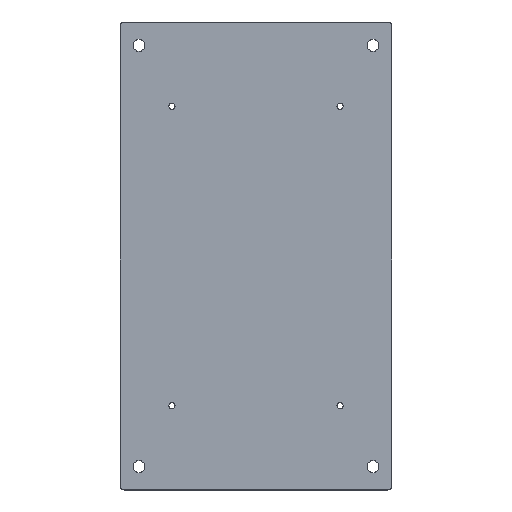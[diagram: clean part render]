
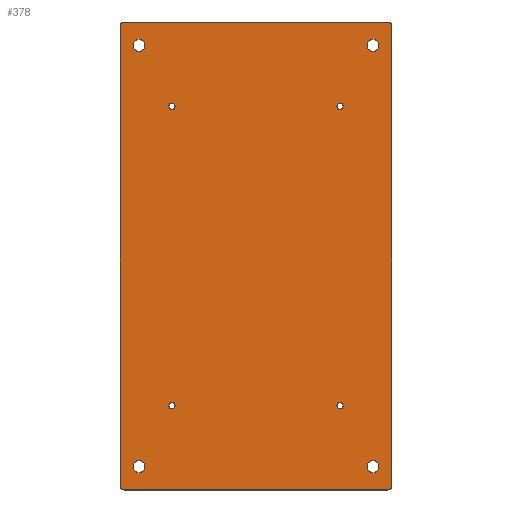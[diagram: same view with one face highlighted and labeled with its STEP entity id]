
A CAD part, top view. The second image highlights one B-rep face of the part: STEP entity #378.
In plain terms, the highlighted planar face has unit normal (0, 0, 1).
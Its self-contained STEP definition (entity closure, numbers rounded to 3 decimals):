
#28=PLANE('',#421);
#34=LINE('',#588,#50);
#38=LINE('',#600,#54);
#42=LINE('',#612,#58);
#45=LINE('',#621,#61);
#50=VECTOR('',#469,1000.);
#54=VECTOR('',#481,1000.);
#58=VECTOR('',#493,1000.);
#61=VECTOR('',#504,1000.);
#94=ORIENTED_EDGE('',*,*,#174,.F.);
#95=ORIENTED_EDGE('',*,*,#175,.F.);
#96=ORIENTED_EDGE('',*,*,#176,.F.);
#97=ORIENTED_EDGE('',*,*,#177,.F.);
#98=ORIENTED_EDGE('',*,*,#178,.F.);
#99=ORIENTED_EDGE('',*,*,#179,.F.);
#100=ORIENTED_EDGE('',*,*,#180,.F.);
#101=ORIENTED_EDGE('',*,*,#181,.F.);
#102=ORIENTED_EDGE('',*,*,#152,.T.);
#103=ORIENTED_EDGE('',*,*,#156,.T.);
#104=ORIENTED_EDGE('',*,*,#159,.T.);
#105=ORIENTED_EDGE('',*,*,#162,.T.);
#106=ORIENTED_EDGE('',*,*,#165,.T.);
#107=ORIENTED_EDGE('',*,*,#168,.T.);
#108=ORIENTED_EDGE('',*,*,#171,.T.);
#109=ORIENTED_EDGE('',*,*,#173,.T.);
#152=EDGE_CURVE('',#197,#196,#231,.T.);
#156=EDGE_CURVE('',#196,#199,#34,.T.);
#159=EDGE_CURVE('',#199,#201,#233,.T.);
#162=EDGE_CURVE('',#201,#203,#38,.T.);
#165=EDGE_CURVE('',#203,#205,#235,.T.);
#168=EDGE_CURVE('',#205,#207,#42,.T.);
#171=EDGE_CURVE('',#207,#209,#237,.T.);
#173=EDGE_CURVE('',#209,#197,#45,.T.);
#174=EDGE_CURVE('',#210,#210,#238,.T.);
#175=EDGE_CURVE('',#211,#211,#239,.T.);
#176=EDGE_CURVE('',#212,#212,#240,.T.);
#177=EDGE_CURVE('',#213,#213,#241,.T.);
#178=EDGE_CURVE('',#214,#214,#242,.T.);
#179=EDGE_CURVE('',#215,#215,#243,.T.);
#180=EDGE_CURVE('',#216,#216,#244,.T.);
#181=EDGE_CURVE('',#217,#217,#245,.T.);
#196=VERTEX_POINT('',#579);
#197=VERTEX_POINT('',#581);
#199=VERTEX_POINT('',#587);
#201=VERTEX_POINT('',#593);
#203=VERTEX_POINT('',#599);
#205=VERTEX_POINT('',#605);
#207=VERTEX_POINT('',#611);
#209=VERTEX_POINT('',#617);
#210=VERTEX_POINT('',#624);
#211=VERTEX_POINT('',#626);
#212=VERTEX_POINT('',#628);
#213=VERTEX_POINT('',#630);
#214=VERTEX_POINT('',#632);
#215=VERTEX_POINT('',#634);
#216=VERTEX_POINT('',#636);
#217=VERTEX_POINT('',#638);
#231=CIRCLE('',#407,2.);
#233=CIRCLE('',#411,2.);
#235=CIRCLE('',#415,2.);
#237=CIRCLE('',#419,2.);
#238=CIRCLE('',#422,3.2);
#239=CIRCLE('',#423,3.2);
#240=CIRCLE('',#424,3.2);
#241=CIRCLE('',#425,3.2);
#242=CIRCLE('',#426,1.65);
#243=CIRCLE('',#427,1.65);
#244=CIRCLE('',#428,1.65);
#245=CIRCLE('',#429,1.65);
#266=EDGE_LOOP('',(#94));
#267=EDGE_LOOP('',(#95));
#268=EDGE_LOOP('',(#96));
#269=EDGE_LOOP('',(#97));
#270=EDGE_LOOP('',(#98));
#271=EDGE_LOOP('',(#99));
#272=EDGE_LOOP('',(#100));
#273=EDGE_LOOP('',(#101));
#274=EDGE_LOOP('',(#102,#103,#104,#105,#106,#107,#108,#109));
#316=FACE_BOUND('',#266,.T.);
#317=FACE_BOUND('',#267,.T.);
#318=FACE_BOUND('',#268,.T.);
#319=FACE_BOUND('',#269,.T.);
#320=FACE_BOUND('',#270,.T.);
#321=FACE_BOUND('',#271,.T.);
#322=FACE_BOUND('',#272,.T.);
#323=FACE_BOUND('',#273,.T.);
#324=FACE_BOUND('',#274,.T.);
#378=ADVANCED_FACE('',(#316,#317,#318,#319,#320,#321,#322,#323,#324),#28,
 .T.);
#407=AXIS2_PLACEMENT_3D('',#580,#462,#463);
#411=AXIS2_PLACEMENT_3D('',#594,#475,#476);
#415=AXIS2_PLACEMENT_3D('',#606,#487,#488);
#419=AXIS2_PLACEMENT_3D('',#618,#499,#500);
#421=AXIS2_PLACEMENT_3D('',#622,#505,#506);
#422=AXIS2_PLACEMENT_3D('',#623,#507,#508);
#423=AXIS2_PLACEMENT_3D('',#625,#509,#510);
#424=AXIS2_PLACEMENT_3D('',#627,#511,#512);
#425=AXIS2_PLACEMENT_3D('',#629,#513,#514);
#426=AXIS2_PLACEMENT_3D('',#631,#515,#516);
#427=AXIS2_PLACEMENT_3D('',#633,#517,#518);
#428=AXIS2_PLACEMENT_3D('',#635,#519,#520);
#429=AXIS2_PLACEMENT_3D('',#637,#521,#522);
#462=DIRECTION('',(0.,0.,1.));
#463=DIRECTION('',(1.,0.,0.));
#469=DIRECTION('',(1.,0.,0.));
#475=DIRECTION('',(0.,0.,1.));
#476=DIRECTION('',(-1.,0.,0.));
#481=DIRECTION('',(0.,1.,0.));
#487=DIRECTION('',(0.,0.,1.));
#488=DIRECTION('',(1.,0.,0.));
#493=DIRECTION('',(-1.,0.,0.));
#499=DIRECTION('',(0.,0.,1.));
#500=DIRECTION('',(1.,0.,0.));
#504=DIRECTION('',(0.,-1.,0.));
#505=DIRECTION('',(0.,0.,1.));
#506=DIRECTION('',(1.,0.,0.));
#507=DIRECTION('',(0.,0.,1.));
#508=DIRECTION('',(1.,0.,0.));
#509=DIRECTION('',(0.,0.,1.));
#510=DIRECTION('',(1.,0.,0.));
#511=DIRECTION('',(0.,0.,1.));
#512=DIRECTION('',(1.,0.,0.));
#513=DIRECTION('',(0.,0.,1.));
#514=DIRECTION('',(1.,0.,0.));
#515=DIRECTION('',(0.,0.,1.));
#516=DIRECTION('',(1.,0.,0.));
#517=DIRECTION('',(0.,0.,1.));
#518=DIRECTION('',(1.,0.,0.));
#519=DIRECTION('',(0.,0.,1.));
#520=DIRECTION('',(1.,0.,0.));
#521=DIRECTION('',(0.,0.,1.));
#522=DIRECTION('',(1.,0.,0.));
#579=CARTESIAN_POINT('',(-70.5,-125.,2.5));
#580=CARTESIAN_POINT('',(-70.5,-123.,2.5));
#581=CARTESIAN_POINT('',(-72.5,-123.,2.5));
#587=CARTESIAN_POINT('',(70.5,-125.,2.5));
#588=CARTESIAN_POINT('',(-72.5,-125.,2.5));
#593=CARTESIAN_POINT('',(72.5,-123.,2.5));
#594=CARTESIAN_POINT('',(70.5,-123.,2.5));
#599=CARTESIAN_POINT('',(72.5,123.,2.5));
#600=CARTESIAN_POINT('',(72.5,-125.,2.5));
#605=CARTESIAN_POINT('',(70.5,125.,2.5));
#606=CARTESIAN_POINT('',(70.5,123.,2.5));
#611=CARTESIAN_POINT('',(-70.5,125.,2.5));
#612=CARTESIAN_POINT('',(72.5,125.,2.5));
#617=CARTESIAN_POINT('',(-72.5,123.,2.5));
#618=CARTESIAN_POINT('',(-70.5,123.,2.5));
#621=CARTESIAN_POINT('',(-72.5,125.,2.5));
#622=CARTESIAN_POINT('',(-70.5,-123.,2.5));
#623=CARTESIAN_POINT('',(-62.5,-112.5,2.5));
#624=CARTESIAN_POINT('',(-59.3,-112.5,2.5));
#625=CARTESIAN_POINT('',(62.5,-112.5,2.5));
#626=CARTESIAN_POINT('',(65.7,-112.5,2.5));
#627=CARTESIAN_POINT('',(62.5,112.5,2.5));
#628=CARTESIAN_POINT('',(65.7,112.5,2.5));
#629=CARTESIAN_POINT('',(-62.5,112.5,2.5));
#630=CARTESIAN_POINT('',(-59.3,112.5,2.5));
#631=CARTESIAN_POINT('',(44.9,80.,2.5));
#632=CARTESIAN_POINT('',(46.55,80.,2.5));
#633=CARTESIAN_POINT('',(-44.9,80.,2.5));
#634=CARTESIAN_POINT('',(-43.25,80.,2.5));
#635=CARTESIAN_POINT('',(44.9,-80.,2.5));
#636=CARTESIAN_POINT('',(46.55,-80.,2.5));
#637=CARTESIAN_POINT('',(-44.9,-80.,2.5));
#638=CARTESIAN_POINT('',(-43.25,-80.,2.5));
